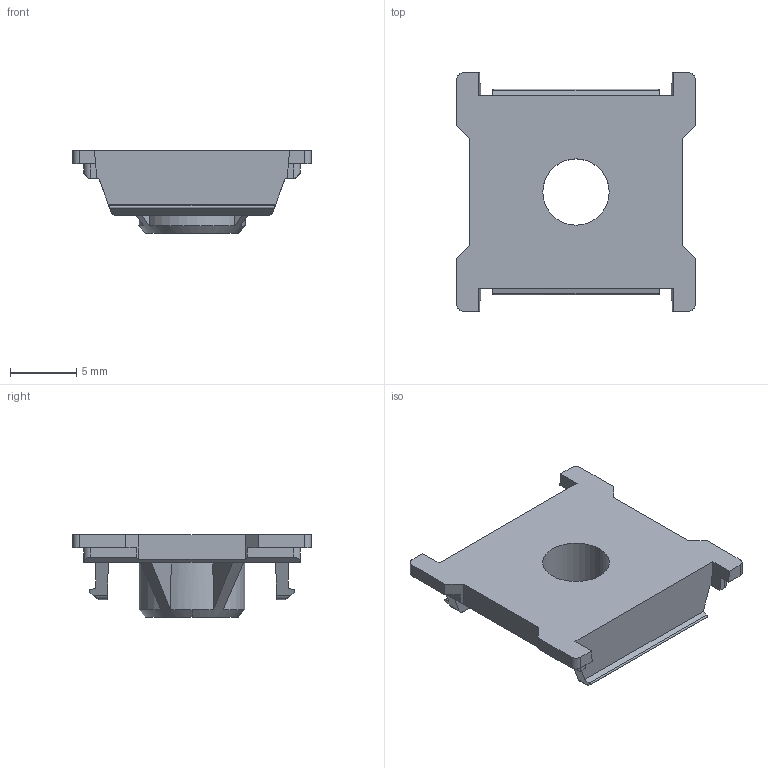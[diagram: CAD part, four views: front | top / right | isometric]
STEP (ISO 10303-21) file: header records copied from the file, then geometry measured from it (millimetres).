
FILE_DESCRIPTION (( 'STEP AP214' ), '1' );
FILE_NAME ('750-0999-048 Rev3.STEP', '2022-10-26T23:41:37', ( '' ), ( '' ), 'SwSTEP 2.0', 'SolidWorks 2021', '' );
FILE_SCHEMA (( 'AUTOMOTIVE_DESIGN' ));
Length unit declared in the file: millimetre
Products named in the file (1): 750-0999-048 Rev3
Bounding box: 18 x 18 x 6.25 mm (x, y, z)
Volume: 564.3 mm3; surface area: 1122.8 mm2
Topology: 1 solids, 1 shells, 93 faces, 272 edges, 181 vertices
Faces by surface type: plane 68, cylinder 23, cone 2
Entity records: 3101 total; most frequent: CARTESIAN_POINT 655, ORIENTED_EDGE 544, DIRECTION 461, EDGE_CURVE 272, LINE 199, VECTOR 199, VERTEX_POINT 181, AXIS2_PLACEMENT_3D 131
